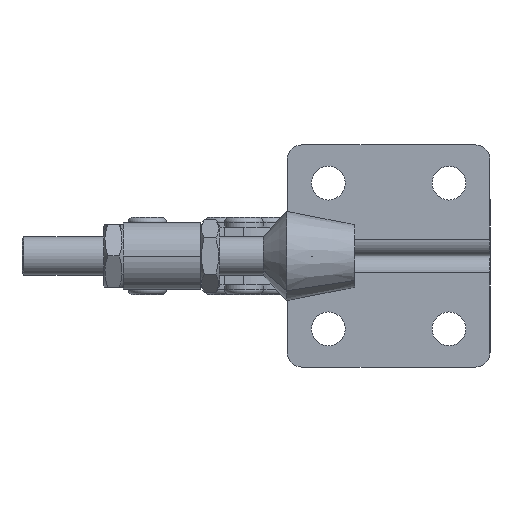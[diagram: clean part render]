
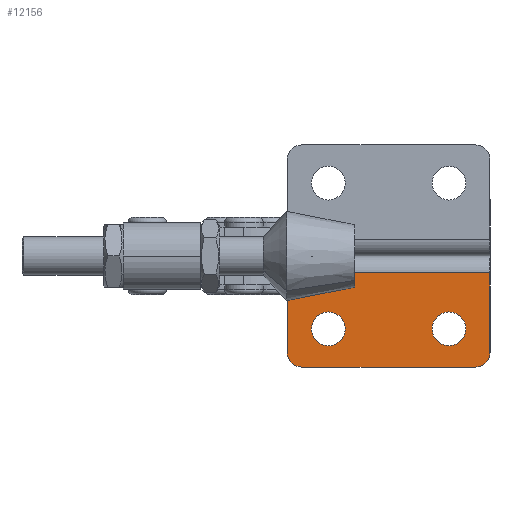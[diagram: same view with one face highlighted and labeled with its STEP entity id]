
A CAD part, left-side view. The second image highlights one B-rep face of the part: STEP entity #12156.
In plain terms, the highlighted planar face has unit normal (-1, 0, 0).
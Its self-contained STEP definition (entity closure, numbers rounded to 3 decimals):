
#4281 = FACE_BOUND ( 'NONE', #5354, .T. ) ;
#4283 = FACE_OUTER_BOUND ( 'NONE', #23354, .T. ) ;
#5354 = EDGE_LOOP ( 'NONE', ( #15608, #15621 ) ) ;
#7647 = EDGE_CURVE ( 'NONE', #12794, #12908, #19837, .T. ) ;
#7648 = EDGE_CURVE ( 'NONE', #12908, #12907, #19839, .T. ) ;
#7649 = EDGE_CURVE ( 'NONE', #12907, #12772, #19840, .T. ) ;
#7650 = EDGE_CURVE ( 'NONE', #12855, #12822, #19838, .T. ) ;
#7651 = EDGE_CURVE ( 'NONE', #12906, #12871, #19842, .T. ) ;
#7653 = EDGE_CURVE ( 'NONE', #12786, #12794, #19844, .T. ) ;
#7657 = EDGE_CURVE ( 'NONE', #12772, #12909, #19853, .T. ) ;
#7659 = EDGE_CURVE ( 'NONE', #12786, #12909, #19855, .T. ) ;
#7714 = EDGE_CURVE ( 'NONE', #12871, #12906, #19944, .T. ) ;
#7717 = EDGE_CURVE ( 'NONE', #12822, #12855, #19943, .T. ) ;
#8052 = AXIS2_PLACEMENT_3D ( 'NONE', #9147, #9141, #9140 ) ;
#8053 = AXIS2_PLACEMENT_3D ( 'NONE', #9169, #9173, #9176 ) ;
#8054 = AXIS2_PLACEMENT_3D ( 'NONE', #9180, #9183, #9177 ) ;
#8055 = AXIS2_PLACEMENT_3D ( 'NONE', #9092, #9112, #9184 ) ;
#8079 = AXIS2_PLACEMENT_3D ( 'NONE', #8788, #8787, #8786 ) ;
#8081 = AXIS2_PLACEMENT_3D ( 'NONE', #8779, #8778, #8777 ) ;
#8777 = DIRECTION ( 'NONE',  ( 0., 0., -1. ) ) ;
#8778 = DIRECTION ( 'NONE',  ( 1., 0., 0. ) ) ;
#8779 = CARTESIAN_POINT ( 'NONE',  ( -3., 8.5, -15.1 ) ) ;
#8786 = DIRECTION ( 'NONE',  ( 0., 0., -1. ) ) ;
#8787 = DIRECTION ( 'NONE',  ( 1., 0., 0. ) ) ;
#8788 = CARTESIAN_POINT ( 'NONE',  ( -3., 33.5, -15.1 ) ) ;
#9083 = DIRECTION ( 'NONE',  ( 0., 1., 0. ) ) ;
#9092 = CARTESIAN_POINT ( 'NONE',  ( -3., 33.5, -15.1 ) ) ;
#9112 = DIRECTION ( 'NONE',  ( 1., 0., 0. ) ) ;
#9123 = DIRECTION ( 'NONE',  ( 0., 0., 1. ) ) ;
#9134 = CARTESIAN_POINT ( 'NONE',  ( -3., 42., -3. ) ) ;
#9140 = DIRECTION ( 'NONE',  ( 0., 0., 1. ) ) ;
#9141 = DIRECTION ( 'NONE',  ( 1., 0., 0. ) ) ;
#9147 = CARTESIAN_POINT ( 'NONE',  ( -3., 3., -20. ) ) ;
#9154 = DIRECTION ( 'NONE',  ( 0., 1., 0. ) ) ;
#9164 = CARTESIAN_POINT ( 'NONE',  ( -3., 39., -3.5 ) ) ;
#9169 = CARTESIAN_POINT ( 'NONE',  ( -3., 39., -20. ) ) ;
#9171 = CARTESIAN_POINT ( 'NONE',  ( -3., 39., -23. ) ) ;
#9173 = DIRECTION ( 'NONE',  ( 1., 0., 0. ) ) ;
#9175 = CARTESIAN_POINT ( 'NONE',  ( -3., 0., -20. ) ) ;
#9176 = DIRECTION ( 'NONE',  ( 0., 0., 1. ) ) ;
#9177 = DIRECTION ( 'NONE',  ( 0., 0., -1. ) ) ;
#9179 = DIRECTION ( 'NONE',  ( 0., 0., -1. ) ) ;
#9180 = CARTESIAN_POINT ( 'NONE',  ( -3., 8.5, -15.1 ) ) ;
#9183 = DIRECTION ( 'NONE',  ( 1., 0., 0. ) ) ;
#9184 = DIRECTION ( 'NONE',  ( 0., 0., -1. ) ) ;
#10294 = AXIS2_PLACEMENT_3D ( 'NONE', #24269, #24267, #24273 ) ;
#12156 = ADVANCED_FACE ( 'NONE', ( #4281, #20089, #4283 ), #24271, .T. ) ;
#12772 = VERTEX_POINT ( 'NONE', #16133 ) ;
#12786 = VERTEX_POINT ( 'NONE', #16147 ) ;
#12794 = VERTEX_POINT ( 'NONE', #16155 ) ;
#12822 = VERTEX_POINT ( 'NONE', #16183 ) ;
#12855 = VERTEX_POINT ( 'NONE', #16216 ) ;
#12871 = VERTEX_POINT ( 'NONE', #16232 ) ;
#12906 = VERTEX_POINT ( 'NONE', #16267 ) ;
#12907 = VERTEX_POINT ( 'NONE', #16268 ) ;
#12908 = VERTEX_POINT ( 'NONE', #16269 ) ;
#12909 = VERTEX_POINT ( 'NONE', #16270 ) ;
#15450 = ORIENTED_EDGE ( 'NONE', *, *, #7647, .F. ) ;
#15452 = ORIENTED_EDGE ( 'NONE', *, *, #7653, .F. ) ;
#15457 = ORIENTED_EDGE ( 'NONE', *, *, #7648, .F. ) ;
#15479 = ORIENTED_EDGE ( 'NONE', *, *, #7717, .T. ) ;
#15578 = ORIENTED_EDGE ( 'NONE', *, *, #7649, .F. ) ;
#15608 = ORIENTED_EDGE ( 'NONE', *, *, #7651, .T. ) ;
#15621 = ORIENTED_EDGE ( 'NONE', *, *, #7714, .T. ) ;
#15664 = ORIENTED_EDGE ( 'NONE', *, *, #7650, .T. ) ;
#15669 = ORIENTED_EDGE ( 'NONE', *, *, #7657, .F. ) ;
#15673 = ORIENTED_EDGE ( 'NONE', *, *, #7659, .T. ) ;
#16133 = CARTESIAN_POINT ( 'NONE',  ( -3., 42., -20. ) ) ;
#16147 = CARTESIAN_POINT ( 'NONE',  ( -3., 0., -3.5 ) ) ;
#16155 = CARTESIAN_POINT ( 'NONE',  ( -3., 0., -20. ) ) ;
#16183 = CARTESIAN_POINT ( 'NONE',  ( -3., 8.5, -11.6 ) ) ;
#16216 = CARTESIAN_POINT ( 'NONE',  ( -3., 8.5, -18.6 ) ) ;
#16232 = CARTESIAN_POINT ( 'NONE',  ( -3., 33.5, -11.6 ) ) ;
#16267 = CARTESIAN_POINT ( 'NONE',  ( -3., 33.5, -18.6 ) ) ;
#16268 = CARTESIAN_POINT ( 'NONE',  ( -3., 39., -23. ) ) ;
#16269 = CARTESIAN_POINT ( 'NONE',  ( -3., 3., -23. ) ) ;
#16270 = CARTESIAN_POINT ( 'NONE',  ( -3., 42., -3.5 ) ) ;
#19837 = CIRCLE ( 'NONE', #8052, 3. ) ;
#19838 = CIRCLE ( 'NONE', #8054, 3.5 ) ;
#19839 = LINE ( 'NONE', #9171, #19841 ) ;
#19840 = CIRCLE ( 'NONE', #8053, 3. ) ;
#19841 = VECTOR ( 'NONE', #9154, 1000. ) ;
#19842 = CIRCLE ( 'NONE', #8055, 3.5 ) ;
#19844 = LINE ( 'NONE', #9175, #19848 ) ;
#19848 = VECTOR ( 'NONE', #9179, 1000. ) ;
#19853 = LINE ( 'NONE', #9134, #19856 ) ;
#19855 = LINE ( 'NONE', #9164, #19860 ) ;
#19856 = VECTOR ( 'NONE', #9123, 1000. ) ;
#19860 = VECTOR ( 'NONE', #9083, 1000. ) ;
#19943 = CIRCLE ( 'NONE', #8081, 3.5 ) ;
#19944 = CIRCLE ( 'NONE', #8079, 3.5 ) ;
#20089 = FACE_BOUND ( 'NONE', #23224, .T. ) ;
#23224 = EDGE_LOOP ( 'NONE', ( #15664, #15479 ) ) ;
#23354 = EDGE_LOOP ( 'NONE', ( #15452, #15673, #15669, #15578, #15457, #15450 ) ) ;
#24267 = DIRECTION ( 'NONE',  ( -1., 0., 0. ) ) ;
#24269 = CARTESIAN_POINT ( 'NONE',  ( -3., 39., -20. ) ) ;
#24271 = PLANE ( 'NONE',  #10294 ) ;
#24273 = DIRECTION ( 'NONE',  ( 0., 0., 1. ) ) ;
